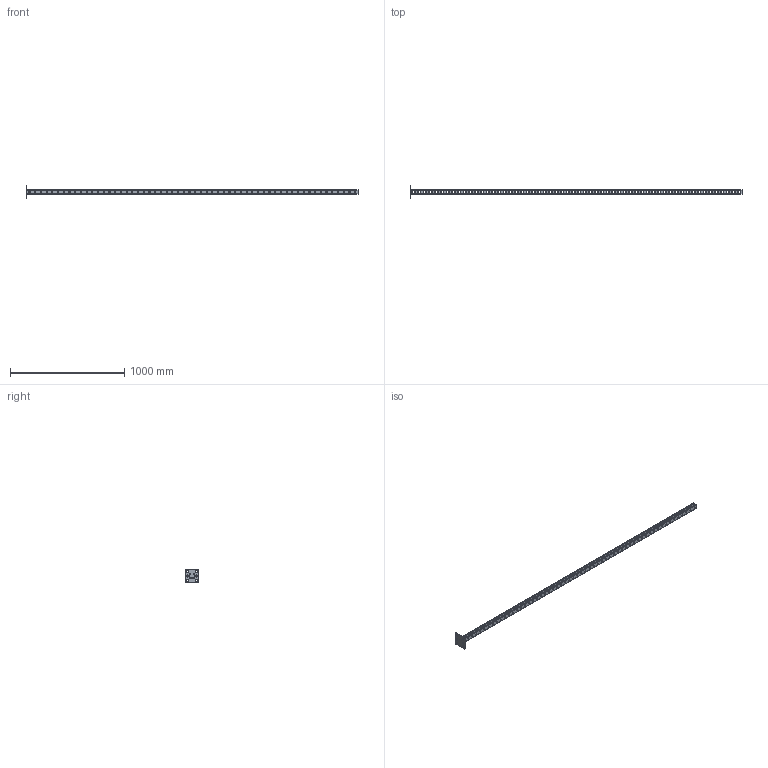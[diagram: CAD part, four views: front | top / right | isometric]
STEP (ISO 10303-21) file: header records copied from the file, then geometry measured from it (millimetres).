
FILE_DESCRIPTION (( 'STEP AP203' ), '1' );
FILE_NAME ('Êðîíøòåéí ïîòîëî÷íûé îäèíàðíûé_h41-2900.step', '2022-01-27T08:33:56', ( '' ), ( '' ), 'SwSTEP 2.0', 'SolidWorks 2017', '' );
FILE_SCHEMA (( 'CONFIG_CONTROL_DESIGN' ));
Length unit declared in the file: millimetre
Products named in the file (3): Ïÿòêà ïîòîëî÷êàÿ; Êðîíøòåéí ïîòîëî÷íûé îäèíàðíûé_h41-2900; STRUT-镳铘桦黖h41-2900
Assembly tree (2 placements, depth 2):
  Êðîíøòåéí ïîòîëî÷íûé îäèíàðíûé_h41-2900
    Ïÿòêà ïîòîëî÷êàÿ
    STRUT-镳铘桦黖h41-2900
Bounding box: 2906 x 120 x 120 mm (x, y, z)
Volume: 973398.1 mm3; surface area: 783763.2 mm2
Topology: 2 solids, 2 shells, 2386 faces, 7098 edges, 4716 vertices
Faces by surface type: plane 2008, cylinder 378
Entity records: 79999 total; most frequent: CARTESIAN_POINT 14205, ORIENTED_EDGE 14196, DIRECTION 12636, EDGE_CURVE 7098, VECTOR 6342, LINE 6342, VERTEX_POINT 4716, AXIS2_PLACEMENT_3D 3147
